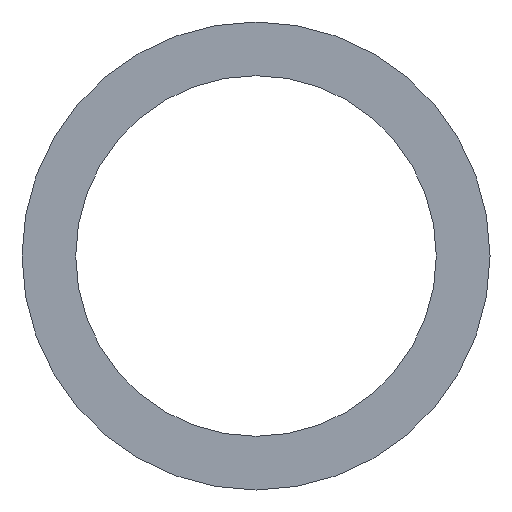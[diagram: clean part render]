
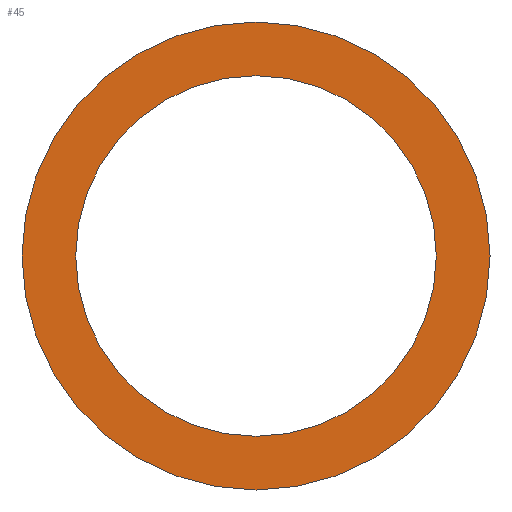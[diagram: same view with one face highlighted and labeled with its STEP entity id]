
A CAD part, front view. The second image highlights one B-rep face of the part: STEP entity #45.
In plain terms, the highlighted planar face has unit normal (0, -1, 0).
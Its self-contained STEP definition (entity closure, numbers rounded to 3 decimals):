
#45=ADVANCED_FACE('',(#52,#53),#49,.T.);
#49=PLANE('',#92);
#52=FACE_BOUND('',#60,.T.);
#53=FACE_BOUND('',#61,.T.);
#60=EDGE_LOOP('',(#68));
#61=EDGE_LOOP('',(#69));
#68=ORIENTED_EDGE('',*,*,#80,.F.);
#69=ORIENTED_EDGE('',*,*,#81,.F.);
#76=VERTEX_POINT('',#120);
#77=VERTEX_POINT('',#122);
#80=EDGE_CURVE('',#76,#76,#84,.T.);
#81=EDGE_CURVE('',#77,#77,#85,.T.);
#84=CIRCLE('',#90,6.55);
#85=CIRCLE('',#91,8.5);
#90=AXIS2_PLACEMENT_3D('',#119,#103,#104);
#91=AXIS2_PLACEMENT_3D('',#121,#105,#106);
#92=AXIS2_PLACEMENT_3D('',#123,#107,#108);
#103=DIRECTION('',(0.,-1.,0.));
#104=DIRECTION('',(0.,0.,-1.));
#105=DIRECTION('',(0.,1.,0.));
#106=DIRECTION('',(0.,0.,1.));
#107=DIRECTION('',(0.,-1.,0.));
#108=DIRECTION('',(0.,0.,1.));
#119=CARTESIAN_POINT('',(0.,0.,0.));
#120=CARTESIAN_POINT('',(0.,0.,-6.55));
#121=CARTESIAN_POINT('',(0.,0.,0.));
#122=CARTESIAN_POINT('',(0.,0.,8.5));
#123=CARTESIAN_POINT('',(0.,0.,0.));
